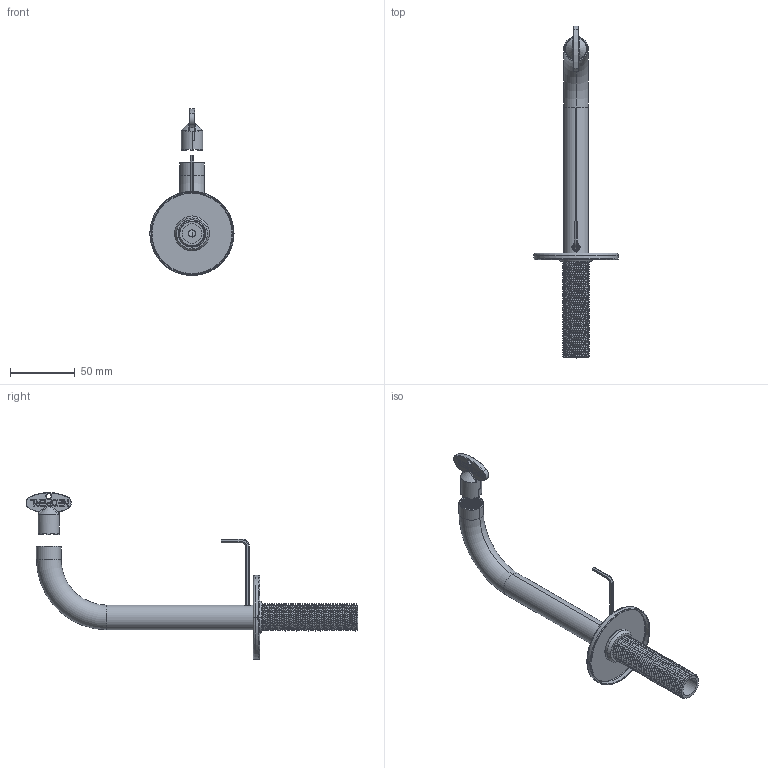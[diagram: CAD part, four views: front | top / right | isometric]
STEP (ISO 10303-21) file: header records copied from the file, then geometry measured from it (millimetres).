
FILE_DESCRIPTION((''),'2;1');
FILE_NAME('AS63043-50-01_ASM','2021-06-02T14:35:48',('zhuliangliang'),('Lota'),'CREO PARAMETRIC BY PTC INC, 2018420','CREO PARAMETRIC BY PTC INC, 2018420','');
FILE_SCHEMA(('CONFIG_CONTROL_DESIGN'));
Products named in the file (13): 63043-04-00; 63043-01-01; 63043-01-02; 63043-01-00_ASM; 63043-05-00; 62676-08-00; 6140-17-00; 825-46-00; F034SL-07-05; 65848-04-00; 811-25-00; 63043-06-00; AS63043-50-01_ASM
Assembly tree (12 placements, depth 3):
  AS63043-50-01_ASM
    63043-04-00
    63043-01-00_ASM
      63043-01-01
      63043-01-02
    63043-05-00
    62676-08-00
    6140-17-00
    825-46-00
    F034SL-07-05
    65848-04-00
    811-25-00
    63043-06-00
Bounding box: 65 x 256.5 x 129.1 mm (x, y, z)
Volume: 42933.6 mm3; surface area: 84742.1 mm2
Topology: 11 solids, 20 shells, 4693 faces, 14008 edges, 9276 vertices
Faces by surface type: plane 4070, cylinder 339, bspline 128, cone 90, torus 66
Entity records: 197858 total; most frequent: CARTESIAN_POINT 79235, ORIENTED_EDGE 27958, DIRECTION 18672, EDGE_CURVE 14000, VERTEX_POINT 9276, VECTOR 7964, LINE 7964, EDGE_LOOP 5865
